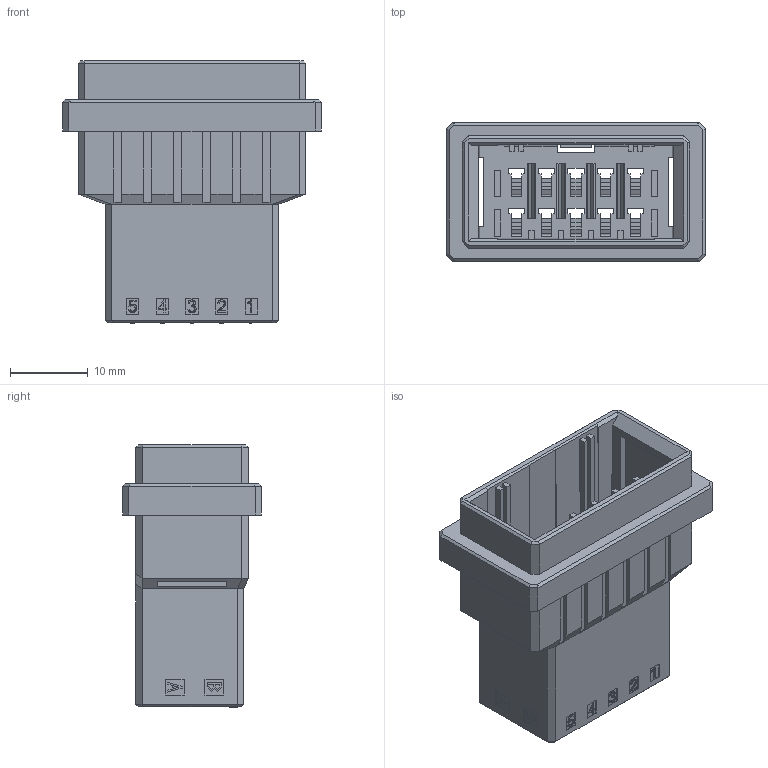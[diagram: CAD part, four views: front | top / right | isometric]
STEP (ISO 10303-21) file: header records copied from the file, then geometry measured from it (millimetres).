
FILE_DESCRIPTION( ('This file contains a STEP AP42 implementation' ,'as created by ZW3D STEP Interface translator.') ,'2;1' );
FILE_NAME( 'WD3810-2HK05B010.stp' ,'2312 6.1436 1', (''), ('ZWCAD Software Co.'), 'Version 1.0', 'ZW3D to STEP translator', '' );
FILE_SCHEMA(('AUTOMOTIVE_DESIGN { 1 0 10303 214 1 1 1 1 }'));
Length unit declared in the file: millimetre
Products named in the file (2): 0; WD3810-2HK05B010
Bounding box: 33.19 x 17.78 x 33.65 mm (x, y, z)
Volume: 5317.7 mm3
Topology: 1 solids, 10 shells, 2308 faces, 6566 edges, 4314 vertices
Faces by surface type: plane 2226, cylinder 50, bspline 32
Entity records: 76076 total; most frequent: CARTESIAN_POINT 13640, ORIENTED_EDGE 13192, DIRECTION 11206, EDGE_CURVE 6596, VECTOR 6412, LINE 6412, VERTEX_POINT 4319, AXIS2_PLACEMENT_3D 2397
